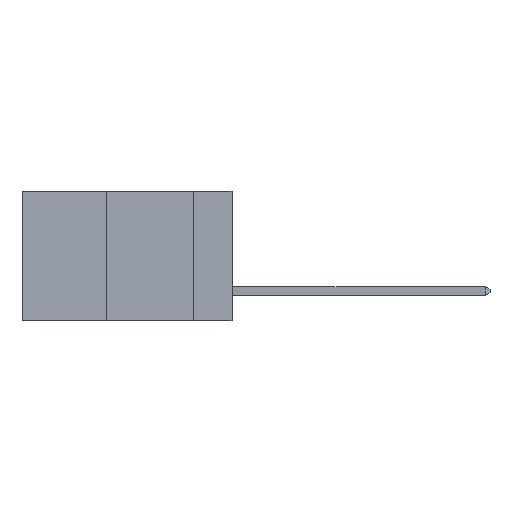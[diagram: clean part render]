
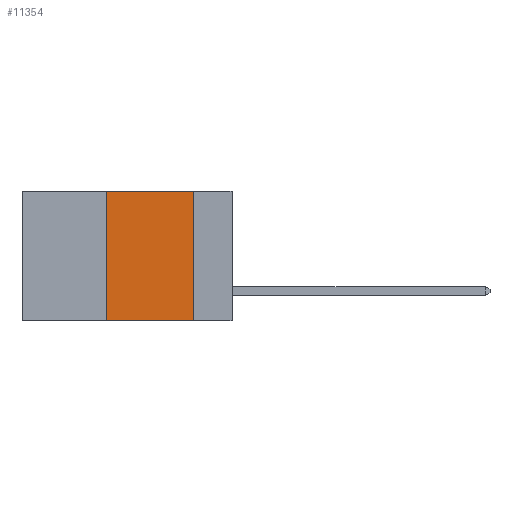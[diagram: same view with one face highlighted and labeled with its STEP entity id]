
A CAD part, left-side view. The second image highlights one B-rep face of the part: STEP entity #11354.
In plain terms, the highlighted planar face has unit normal (-1, 0, 0).
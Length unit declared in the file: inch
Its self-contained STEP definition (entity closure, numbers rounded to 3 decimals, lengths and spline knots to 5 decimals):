
#626 = EDGE_CURVE ( 'NONE', #12909, #24665, #26824, .T. ) ;
#2432 = CARTESIAN_POINT ( 'NONE',  ( 0., 0.6, 0. ) ) ;
#3719 = CARTESIAN_POINT ( 'NONE',  ( 0., 0.11, 0. ) ) ;
#4094 = VERTEX_POINT ( 'NONE', #16099 ) ;
#4165 = DIRECTION ( 'NONE',  ( 0., 0., -1. ) ) ;
#4533 = CARTESIAN_POINT ( 'NONE',  ( 0., 0.11, -0.37 ) ) ;
#6507 = EDGE_CURVE ( 'NONE', #4094, #24665, #20441, .T. ) ;
#6606 = CARTESIAN_POINT ( 'NONE',  ( 0., 0.11, 0. ) ) ;
#7557 = VECTOR ( 'NONE', #12313, 39.37008 ) ;
#9316 = CARTESIAN_POINT ( 'NONE',  ( 0., 0.6, -0.37 ) ) ;
#10585 = AXIS2_PLACEMENT_3D ( 'NONE', #2432, #29271, #14728 ) ;
#11354 = ADVANCED_FACE ( 'NONE', ( #28562 ), #24391, .F. ) ;
#11901 = ORIENTED_EDGE ( 'NONE', *, *, #12038, .F. ) ;
#12038 = EDGE_CURVE ( 'NONE', #4094, #23147, #27048, .T. ) ;
#12313 = DIRECTION ( 'NONE',  ( 0., 0., 1. ) ) ;
#12909 = VERTEX_POINT ( 'NONE', #3719 ) ;
#13089 = VECTOR ( 'NONE', #4165, 39.37008 ) ;
#13840 = VECTOR ( 'NONE', #29629, 39.37008 ) ;
#14728 = DIRECTION ( 'NONE',  ( 0., 0., -1. ) ) ;
#14796 = CARTESIAN_POINT ( 'NONE',  ( 0., 0.36, 0. ) ) ;
#16099 = CARTESIAN_POINT ( 'NONE',  ( 0., 0.36, -0.37 ) ) ;
#19211 = EDGE_CURVE ( 'NONE', #23147, #12909, #20317, .T. ) ;
#19863 = CARTESIAN_POINT ( 'NONE',  ( 0., 0.6, 0. ) ) ;
#20317 = LINE ( 'NONE', #19863, #13840 ) ;
#20441 = LINE ( 'NONE', #9316, #26926 ) ;
#21487 = DIRECTION ( 'NONE',  ( 0., -1., 0. ) ) ;
#22883 = CARTESIAN_POINT ( 'NONE',  ( 0., 0.36, 0. ) ) ;
#23147 = VERTEX_POINT ( 'NONE', #22883 ) ;
#23329 = ORIENTED_EDGE ( 'NONE', *, *, #19211, .F. ) ;
#24391 = PLANE ( 'NONE',  #10585 ) ;
#24665 = VERTEX_POINT ( 'NONE', #4533 ) ;
#26824 = LINE ( 'NONE', #6606, #13089 ) ;
#26926 = VECTOR ( 'NONE', #21487, 39.37008 ) ;
#27048 = LINE ( 'NONE', #14796, #7557 ) ;
#27094 = EDGE_LOOP ( 'NONE', ( #29031, #23329, #11901, #27154 ) ) ;
#27154 = ORIENTED_EDGE ( 'NONE', *, *, #6507, .T. ) ;
#28562 = FACE_OUTER_BOUND ( 'NONE', #27094, .T. ) ;
#29031 = ORIENTED_EDGE ( 'NONE', *, *, #626, .F. ) ;
#29271 = DIRECTION ( 'NONE',  ( 1., 0., 0. ) ) ;
#29629 = DIRECTION ( 'NONE',  ( 0., -1., 0. ) ) ;
